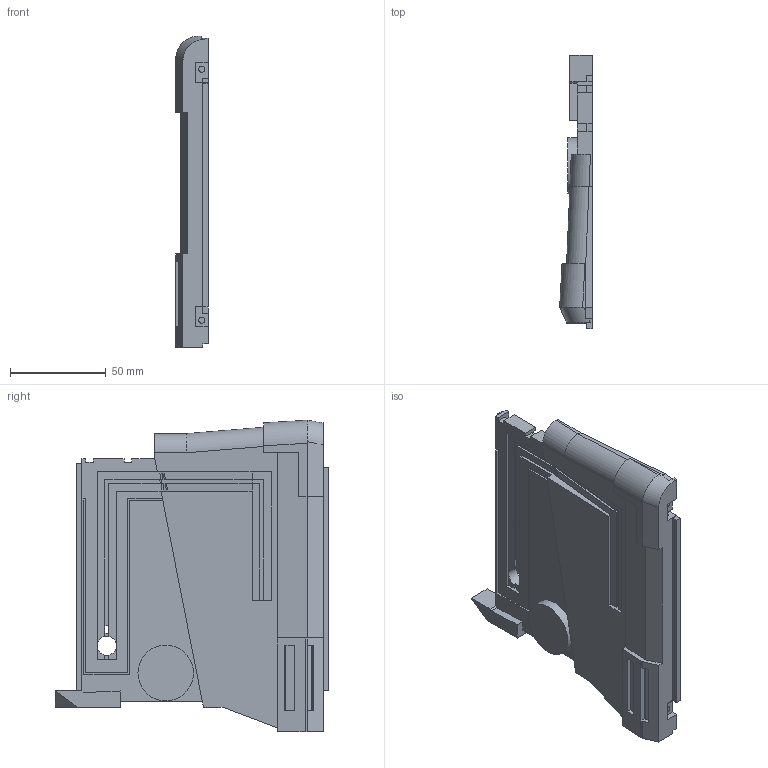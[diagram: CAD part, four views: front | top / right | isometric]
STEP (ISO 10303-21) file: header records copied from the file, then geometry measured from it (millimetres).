
FILE_DESCRIPTION(/* description */ ('STEP AP203'),/* implementation_level */ '2;1');
FILE_NAME(/* name */ 'body-right v3.step',/* time_stamp */ '2025-06-13T17:02:56-07:00',/* author */ (''),/* organization */ (''),/* preprocessor_version */ 'ST-DEVELOPER v20.1',/* originating_system */ 'Autodesk Translation Framework v14.10.0.0',/* authorisation */ '');
FILE_SCHEMA (('AUTOMOTIVE_DESIGN { 1 0 10303 214 3 1 1 }'));
Length unit declared in the file: millimetre
Products named in the file (1): body-right
Bounding box: 17 x 143 x 162.7 mm (x, y, z)
Volume: 198390.9 mm3; surface area: 50769.3 mm2
Topology: 1 solids, 1 shells, 196 faces, 545 edges, 359 vertices
Faces by surface type: plane 181, cylinder 14, bspline 1
Full cylindrical faces by diameter (mm): 3.2 x4, 10 x1, 29 x1
Entity records: 6236 total; most frequent: CARTESIAN_POINT 1135, ORIENTED_EDGE 1090, DIRECTION 972, EDGE_CURVE 545, LINE 504, VECTOR 504, VERTEX_POINT 359, AXIS2_PLACEMENT_3D 234
